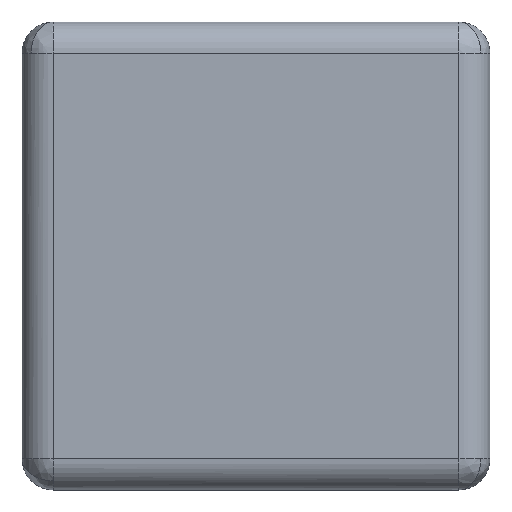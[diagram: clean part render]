
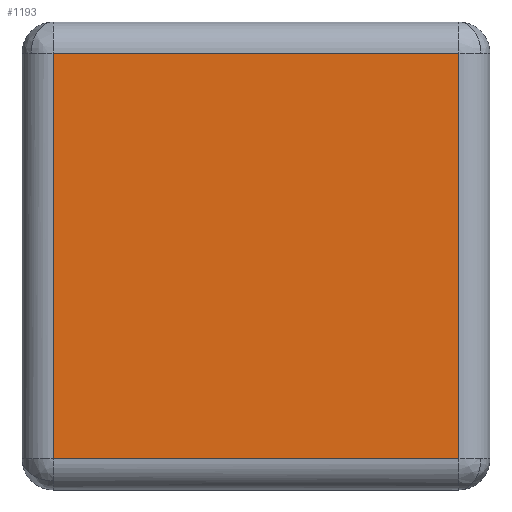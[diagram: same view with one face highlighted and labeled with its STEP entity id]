
A CAD part, top view. The second image highlights one B-rep face of the part: STEP entity #1193.
In plain terms, the highlighted planar face has unit normal (0, 0, 1).
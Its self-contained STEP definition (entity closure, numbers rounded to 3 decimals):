
#261 = CARTESIAN_POINT ( 'NONE',  ( 19.5, -19.5, 4. ) ) ;
#262 = DIRECTION ( 'NONE',  ( 1., 0., 0. ) ) ;
#263 = DIRECTION ( 'NONE',  ( 0., 0., 1. ) ) ;
#264 = CARTESIAN_POINT ( 'NONE',  ( 0., 0., 4. ) ) ;
#265 = AXIS2_PLACEMENT_3D ( 'NONE', #264, #263, #262 ) ;
#266 = PLANE ( 'NONE',  #265 ) ;
#267 = FACE_OUTER_BOUND ( 'NONE', #1194, .T. ) ;
#308 = DIRECTION ( 'NONE',  ( 0., 1., 0. ) ) ;
#309 = VECTOR ( 'NONE', #308, 1000. ) ;
#310 = CARTESIAN_POINT ( 'NONE',  ( -19.5, 39.08, 4. ) ) ;
#311 = LINE ( 'NONE', #310, #309 ) ;
#312 = CARTESIAN_POINT ( 'NONE',  ( -19.5, 19.5, 4. ) ) ;
#313 = DIRECTION ( 'NONE',  ( 1., 0., 0. ) ) ;
#314 = VECTOR ( 'NONE', #313, 1000. ) ;
#315 = CARTESIAN_POINT ( 'NONE',  ( 39.08, 19.5, 4. ) ) ;
#316 = LINE ( 'NONE', #315, #314 ) ;
#317 = DIRECTION ( 'NONE',  ( 0., -1., 0. ) ) ;
#318 = VECTOR ( 'NONE', #317, 1000. ) ;
#319 = CARTESIAN_POINT ( 'NONE',  ( 19.5, -39.08, 4. ) ) ;
#320 = LINE ( 'NONE', #319, #318 ) ;
#321 = CARTESIAN_POINT ( 'NONE',  ( -19.5, -19.5, 4. ) ) ;
#322 = DIRECTION ( 'NONE',  ( -1., 0., 0. ) ) ;
#323 = VECTOR ( 'NONE', #322, 1000. ) ;
#324 = CARTESIAN_POINT ( 'NONE',  ( -39.08, -19.5, 4. ) ) ;
#325 = LINE ( 'NONE', #324, #323 ) ;
#1100 = VERTEX_POINT ( 'NONE', #1780 ) ;
#1155 = EDGE_CURVE ( 'NONE', #1196, #1156, #325, .T. ) ;
#1156 = VERTEX_POINT ( 'NONE', #321 ) ;
#1157 = ORIENTED_EDGE ( 'NONE', *, *, #1158, .F. ) ;
#1158 = EDGE_CURVE ( 'NONE', #1100, #1196, #320, .T. ) ;
#1159 = ORIENTED_EDGE ( 'NONE', *, *, #1160, .F. ) ;
#1160 = EDGE_CURVE ( 'NONE', #1161, #1100, #316, .T. ) ;
#1161 = VERTEX_POINT ( 'NONE', #312 ) ;
#1162 = ORIENTED_EDGE ( 'NONE', *, *, #1163, .F. ) ;
#1163 = EDGE_CURVE ( 'NONE', #1156, #1161, #311, .T. ) ;
#1193 = ADVANCED_FACE ( '1273', ( #267 ), #266, .T. ) ;
#1194 = EDGE_LOOP ( 'NONE', ( #1195, #1157, #1159, #1162 ) ) ;
#1195 = ORIENTED_EDGE ( 'NONE', *, *, #1155, .F. ) ;
#1196 = VERTEX_POINT ( 'NONE', #261 ) ;
#1780 = CARTESIAN_POINT ( 'NONE',  ( 19.5, 19.5, 4. ) ) ;
